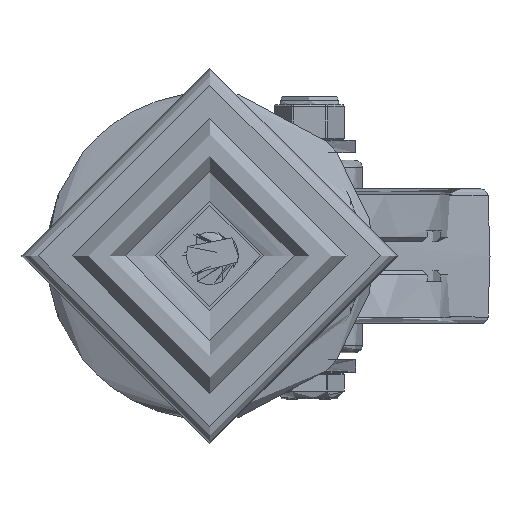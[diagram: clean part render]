
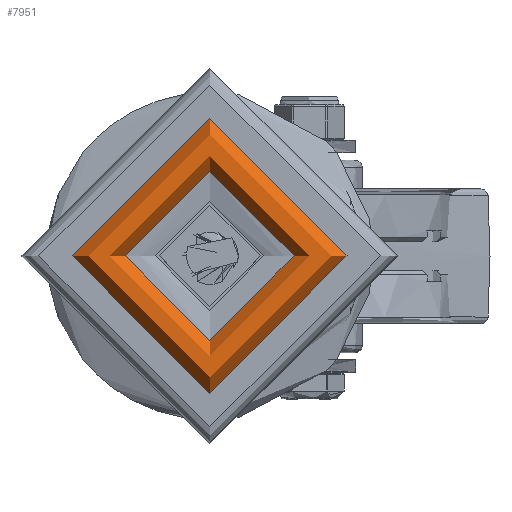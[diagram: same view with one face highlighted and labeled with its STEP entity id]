
A CAD part, top view. The second image highlights one B-rep face of the part: STEP entity #7951.
In plain terms, the highlighted toroidal (fillet/blend) face has major radius 23 mm and minor radius 6.071 mm.
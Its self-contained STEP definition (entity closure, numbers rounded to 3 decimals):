
#708=TOROIDAL_SURFACE('',#8588,23.,6.071);
#827=CIRCLE('',#8580,28.5);
#830=CIRCLE('',#8586,17.5);
#832=CIRCLE('',#8589,6.071);
#1198=FACE_OUTER_BOUND('',#1687,.T.);
#1687=EDGE_LOOP('',(#5424,#5425,#5426,#5427));
#3284=VERTEX_POINT('',#11799);
#3286=VERTEX_POINT('',#11836);
#4113=EDGE_CURVE('',#3284,#3284,#827,.T.);
#4118=EDGE_CURVE('',#3286,#3286,#830,.T.);
#4120=EDGE_CURVE('',#3284,#3286,#832,.T.);
#5424=ORIENTED_EDGE('',*,*,#4113,.F.);
#5425=ORIENTED_EDGE('',*,*,#4120,.T.);
#5426=ORIENTED_EDGE('',*,*,#4118,.T.);
#5427=ORIENTED_EDGE('',*,*,#4120,.F.);
#7951=ADVANCED_FACE('',(#1198),#708,.T.);
#8580=AXIS2_PLACEMENT_3D('',#11800,#9595,#9596);
#8586=AXIS2_PLACEMENT_3D('',#11837,#9609,#9610);
#8588=AXIS2_PLACEMENT_3D('',#11839,#9613,#9614);
#8589=AXIS2_PLACEMENT_3D('',#11840,#9615,#9616);
#9595=DIRECTION('center_axis',(0.,0.,
-1.));
#9596=DIRECTION('ref_axis',(-1.,0.,0.));
#9609=DIRECTION('center_axis',(0.,0.,
-1.));
#9610=DIRECTION('ref_axis',(-1.,0.,0.));
#9613=DIRECTION('center_axis',(0.,0.,
-1.));
#9614=DIRECTION('ref_axis',(-1.,0.,0.));
#9615=DIRECTION('center_axis',(0.,-1.,0.));
#9616=DIRECTION('ref_axis',(1.,0.,0.));
#11799=CARTESIAN_POINT('',(31.211,0.,-2.35));
#11800=CARTESIAN_POINT('Origin',(2.711,0.,
-2.35));
#11836=CARTESIAN_POINT('',(20.211,0.,-2.35));
#11837=CARTESIAN_POINT('Origin',(2.711,0.,
-2.35));
#11839=CARTESIAN_POINT('Origin',(2.711,0.,
-4.921));
#11840=CARTESIAN_POINT('Origin',(25.711,0.,
-4.921));
